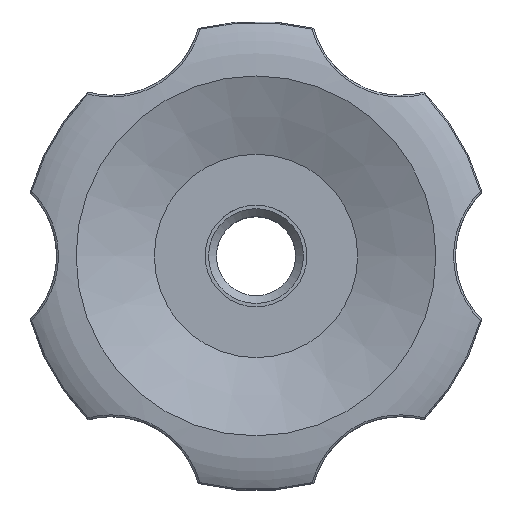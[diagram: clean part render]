
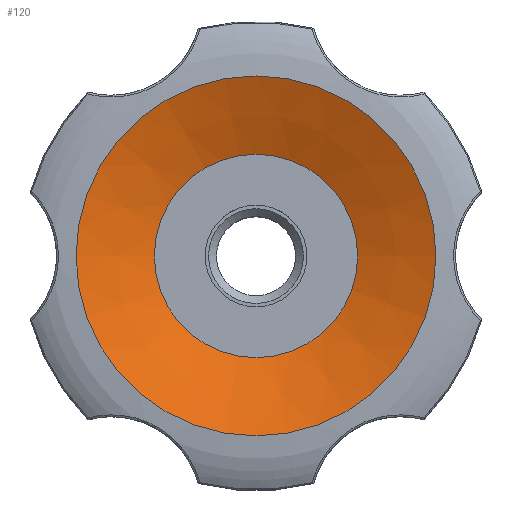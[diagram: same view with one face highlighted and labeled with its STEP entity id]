
A CAD part, top view. The second image highlights one B-rep face of the part: STEP entity #120.
In plain terms, the highlighted conical face has half-angle 68.199 degrees and reference radius 23 mm.
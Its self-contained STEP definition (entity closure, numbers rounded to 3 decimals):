
#120 = ADVANCED_FACE( '', ( #272, #273 ), #274, .F. );
#272 = FACE_BOUND( '', #2313, .T. );
#273 = FACE_OUTER_BOUND( '', #2314, .T. );
#274 = CONICAL_SURFACE( '', #2315, 23., 1.19 );
#2313 = EDGE_LOOP( '', ( #3939 ) );
#2314 = EDGE_LOOP( '', ( #3940 ) );
#2315 = AXIS2_PLACEMENT_3D( '', #3941, #3942, #3943 );
#3939 = ORIENTED_EDGE( '', *, *, #4311, .F. );
#3940 = ORIENTED_EDGE( '', *, *, #4312, .T. );
#3941 = CARTESIAN_POINT( '', ( 0., 0., 36. ) );
#3942 = DIRECTION( '', ( 0., 0., 1. ) );
#3943 = DIRECTION( '', ( 1., 0., 0. ) );
#4311 = EDGE_CURVE( '', #4563, #4563, #4564, .T. );
#4312 = EDGE_CURVE( '', #4565, #4565, #4566, .T. );
#4563 = VERTEX_POINT( '', #6524 );
#4564 = CIRCLE( '', #6525, 13. );
#4565 = VERTEX_POINT( '', #6526 );
#4566 = CIRCLE( '', #6527, 23. );
#6524 = CARTESIAN_POINT( '', ( 13., 0., 32. ) );
#6525 = AXIS2_PLACEMENT_3D( '', #7278, #7279, #7280 );
#6526 = CARTESIAN_POINT( '', ( 23., 0., 36. ) );
#6527 = AXIS2_PLACEMENT_3D( '', #7281, #7282, #7283 );
#7278 = CARTESIAN_POINT( '', ( 0., 0., 32. ) );
#7279 = DIRECTION( '', ( 0., 0., 1. ) );
#7280 = DIRECTION( '', ( 1., 0., 0. ) );
#7281 = CARTESIAN_POINT( '', ( 0., 0., 36. ) );
#7282 = DIRECTION( '', ( 0., 0., 1. ) );
#7283 = DIRECTION( '', ( 1., 0., 0. ) );
